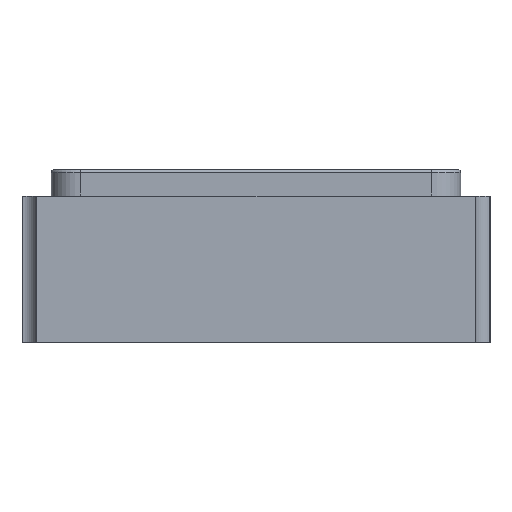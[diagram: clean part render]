
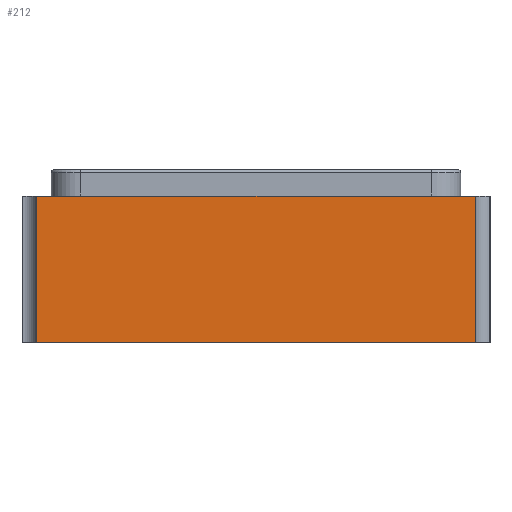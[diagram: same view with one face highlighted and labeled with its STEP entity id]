
A CAD part, left-side view. The second image highlights one B-rep face of the part: STEP entity #212.
In plain terms, the highlighted planar face has unit normal (-1, 0, 0).
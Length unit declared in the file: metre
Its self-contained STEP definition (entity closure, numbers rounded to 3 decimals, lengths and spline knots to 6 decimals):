
#212 = ADVANCED_FACE( '', ( #590 ), #591, .F. );
#226 = EDGE_CURVE( '', #619, #620, #621, .T. );
#272 = EDGE_CURVE( '', #620, #706, #707, .T. );
#434 = EDGE_CURVE( '', #619, #946, #947, .T. );
#550 = EDGE_CURVE( '', #706, #946, #1083, .T. );
#590 = FACE_OUTER_BOUND( '', #1121, .T. );
#591 = PLANE( '', #1122 );
#619 = VERTEX_POINT( '', #1155 );
#620 = VERTEX_POINT( '', #1156 );
#621 = LINE( '', #1157, #1158 );
#706 = VERTEX_POINT( '', #1282 );
#707 = LINE( '', #1283, #1284 );
#946 = VERTEX_POINT( '', #1644 );
#947 = LINE( '', #1645, #1646 );
#1083 = LINE( '', #1866, #1867 );
#1121 = EDGE_LOOP( '', ( #1882, #1883, #1884, #1885 ) );
#1122 = AXIS2_PLACEMENT_3D( '', #1886, #1887, #1888 );
#1155 = CARTESIAN_POINT( '', ( -0.000991, -0.000742, 0.000003 ) );
#1156 = CARTESIAN_POINT( '', ( -0.000991, 0.000758, 0.000003 ) );
#1157 = CARTESIAN_POINT( '', ( -0.000991, -0.000742, 0.000003 ) );
#1158 = VECTOR( '', #1980, 1. );
#1282 = CARTESIAN_POINT( '', ( -0.000991, 0.000758, 0.000503 ) );
#1283 = CARTESIAN_POINT( '', ( -0.000991, 0.000758, 0.000503 ) );
#1284 = VECTOR( '', #2041, 1. );
#1644 = CARTESIAN_POINT( '', ( -0.000991, -0.000742, 0.000503 ) );
#1645 = CARTESIAN_POINT( '', ( -0.000991, -0.000742, 0.000503 ) );
#1646 = VECTOR( '', #2224, 1. );
#1866 = CARTESIAN_POINT( '', ( -0.000991, 0.000808, 0.000503 ) );
#1867 = VECTOR( '', #2413, 1. );
#1882 = ORIENTED_EDGE( '', *, *, #434, .T. );
#1883 = ORIENTED_EDGE( '', *, *, #550, .F. );
#1884 = ORIENTED_EDGE( '', *, *, #272, .F. );
#1885 = ORIENTED_EDGE( '', *, *, #226, .F. );
#1886 = CARTESIAN_POINT( '', ( -0.000991, -0.000742, 0.000503 ) );
#1887 = DIRECTION( '', ( 1., 0., 0. ) );
#1888 = DIRECTION( '', ( 0., 0., 1. ) );
#1980 = DIRECTION( '', ( 0., 1., 0. ) );
#2041 = DIRECTION( '', ( 0., 0., 1. ) );
#2224 = DIRECTION( '', ( 0., 0., 1. ) );
#2413 = DIRECTION( '', ( 0., -1., 0. ) );
